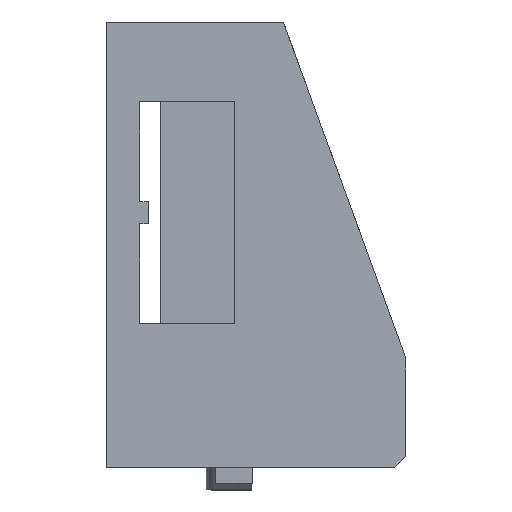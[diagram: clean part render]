
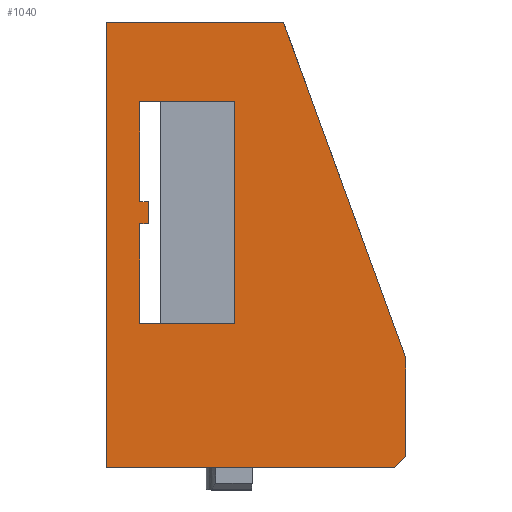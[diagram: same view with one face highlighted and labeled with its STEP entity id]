
A CAD part, top view. The second image highlights one B-rep face of the part: STEP entity #1040.
In plain terms, the highlighted planar face has unit normal (0, 0, 1).
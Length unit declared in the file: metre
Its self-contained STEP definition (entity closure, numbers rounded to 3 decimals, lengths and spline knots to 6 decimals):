
#15=LINE('',#1501,#133);
#27=LINE('',#1529,#145);
#41=LINE('',#1561,#159);
#46=LINE('',#1576,#164);
#53=LINE('',#1593,#171);
#56=LINE('',#1599,#174);
#76=LINE('',#1643,#194);
#80=LINE('',#1650,#198);
#81=LINE('',#1653,#199);
#83=LINE('',#1660,#201);
#85=LINE('',#1663,#203);
#90=LINE('',#1679,#208);
#96=LINE('',#1690,#214);
#97=LINE('',#1692,#215);
#133=VECTOR('',#1179,1.);
#145=VECTOR('',#1197,1.);
#159=VECTOR('',#1227,1.);
#164=VECTOR('',#1240,1.);
#171=VECTOR('',#1253,1.);
#174=VECTOR('',#1258,1.);
#194=VECTOR('',#1290,1.);
#198=VECTOR('',#1296,1.);
#199=VECTOR('',#1301,1.);
#201=VECTOR('',#1311,1.);
#203=VECTOR('',#1315,1.);
#208=VECTOR('',#1328,1.);
#214=VECTOR('',#1336,1.);
#215=VECTOR('',#1339,1.);
#269=PLANE('',#1127);
#450=ORIENTED_EDGE('',*,*,#695,.T.);
#451=ORIENTED_EDGE('',*,*,#702,.T.);
#452=ORIENTED_EDGE('',*,*,#701,.T.);
#453=ORIENTED_EDGE('',*,*,#635,.T.);
#454=ORIENTED_EDGE('',*,*,#604,.F.);
#455=ORIENTED_EDGE('',*,*,#618,.T.);
#456=ORIENTED_EDGE('',*,*,#679,.T.);
#457=ORIENTED_EDGE('',*,*,#681,.F.);
#458=ORIENTED_EDGE('',*,*,#642,.T.);
#459=ORIENTED_EDGE('',*,*,#650,.F.);
#460=ORIENTED_EDGE('',*,*,#653,.F.);
#461=ORIENTED_EDGE('',*,*,#685,.F.);
#462=ORIENTED_EDGE('',*,*,#687,.F.);
#463=ORIENTED_EDGE('',*,*,#675,.F.);
#604=EDGE_CURVE('',#750,#751,#15,.T.);
#618=EDGE_CURVE('',#750,#763,#27,.T.);
#635=EDGE_CURVE('',#774,#751,#41,.T.);
#642=EDGE_CURVE('',#780,#779,#46,.T.);
#650=EDGE_CURVE('',#786,#779,#53,.T.);
#653=EDGE_CURVE('',#788,#786,#56,.T.);
#675=EDGE_CURVE('',#806,#807,#76,.T.);
#679=EDGE_CURVE('',#806,#808,#80,.T.);
#681=EDGE_CURVE('',#780,#808,#81,.T.);
#685=EDGE_CURVE('',#809,#788,#83,.T.);
#687=EDGE_CURVE('',#807,#809,#85,.T.);
#695=EDGE_CURVE('',#763,#816,#90,.T.);
#701=EDGE_CURVE('',#819,#774,#96,.T.);
#702=EDGE_CURVE('',#816,#819,#97,.F.);
#750=VERTEX_POINT('',#1500);
#751=VERTEX_POINT('',#1502);
#763=VERTEX_POINT('',#1528);
#774=VERTEX_POINT('',#1562);
#779=VERTEX_POINT('',#1575);
#780=VERTEX_POINT('',#1577);
#786=VERTEX_POINT('',#1592);
#788=VERTEX_POINT('',#1598);
#806=VERTEX_POINT('',#1642);
#807=VERTEX_POINT('',#1644);
#808=VERTEX_POINT('',#1649);
#809=VERTEX_POINT('',#1659);
#816=VERTEX_POINT('',#1678);
#819=VERTEX_POINT('',#1687);
#894=EDGE_LOOP('',(#450,#451,#452,#453,#454,#455));
#895=EDGE_LOOP('',(#456,#457,#458,#459,#460,#461,#462,#463));
#968=FACE_BOUND('',#894,.T.);
#969=FACE_BOUND('',#895,.T.);
#1040=ADVANCED_FACE('',(#968,#969),#269,.T.);
#1127=AXIS2_PLACEMENT_3D('',#1691,#1337,#1338);
#1179=DIRECTION('',(1.,0.,0.));
#1197=DIRECTION('',(0.,-1.,0.));
#1227=DIRECTION('',(-0.342,0.94,0.));
#1240=DIRECTION('',(1.,0.,0.));
#1253=DIRECTION('',(0.,-1.,0.));
#1258=DIRECTION('',(1.,0.,0.));
#1290=DIRECTION('',(0.,1.,0.));
#1296=DIRECTION('',(-1.,0.,0.));
#1301=DIRECTION('',(0.,-1.,0.));
#1311=DIRECTION('',(0.,-1.,0.));
#1315=DIRECTION('',(-1.,0.,0.));
#1328=DIRECTION('',(1.,0.,0.));
#1336=DIRECTION('',(0.,1.,0.));
#1337=DIRECTION('',(0.,0.,1.));
#1338=DIRECTION('',(1.,0.,0.));
#1339=DIRECTION('',(-0.707,-0.707,0.));
#1500=CARTESIAN_POINT('',(0.,0.041,-0.0285));
#1501=CARTESIAN_POINT('',(0.007986,0.041,-0.0285));
#1502=CARTESIAN_POINT('',(0.015971,0.041,-0.0285));
#1528=CARTESIAN_POINT('',(0.,0.0008,-0.0285));
#1529=CARTESIAN_POINT('',(0.,0.0188,-0.0285));
#1561=CARTESIAN_POINT('',(0.02225,0.023749,-0.0285));
#1562=CARTESIAN_POINT('',(0.027,0.010699,-0.0285));
#1575=CARTESIAN_POINT('',(0.0038,0.022805,-0.0285));
#1576=CARTESIAN_POINT('',(0.0034,0.022805,-0.0285));
#1577=CARTESIAN_POINT('',(0.003,0.022805,-0.0285));
#1592=CARTESIAN_POINT('',(0.0038,0.024805,-0.0285));
#1593=CARTESIAN_POINT('',(0.0038,0.023805,-0.0285));
#1598=CARTESIAN_POINT('',(0.003,0.024805,-0.0285));
#1599=CARTESIAN_POINT('',(0.0034,0.024805,-0.0285));
#1642=CARTESIAN_POINT('',(0.0116,0.013805,-0.0285));
#1643=CARTESIAN_POINT('',(0.0116,0.023805,-0.0285));
#1644=CARTESIAN_POINT('',(0.0116,0.033805,-0.0285));
#1649=CARTESIAN_POINT('',(0.003,0.013805,-0.0285));
#1650=CARTESIAN_POINT('',(0.0034,0.013805,-0.0285));
#1653=CARTESIAN_POINT('',(0.003,0.018305,-0.0285));
#1659=CARTESIAN_POINT('',(0.003,0.033805,-0.0285));
#1660=CARTESIAN_POINT('',(0.003,0.029305,-0.0285));
#1663=CARTESIAN_POINT('',(0.0034,0.033805,-0.0285));
#1678=CARTESIAN_POINT('',(0.026,0.0008,-0.0285));
#1679=CARTESIAN_POINT('',(0.015,0.0008,-0.0285));
#1687=CARTESIAN_POINT('',(0.027,0.0018,-0.0285));
#1690=CARTESIAN_POINT('',(0.027,0.005749,-0.0285));
#1691=CARTESIAN_POINT('',(0.,0.0209,-0.0285));
#1692=CARTESIAN_POINT('',(0.02305,-0.00215,-0.0285));
